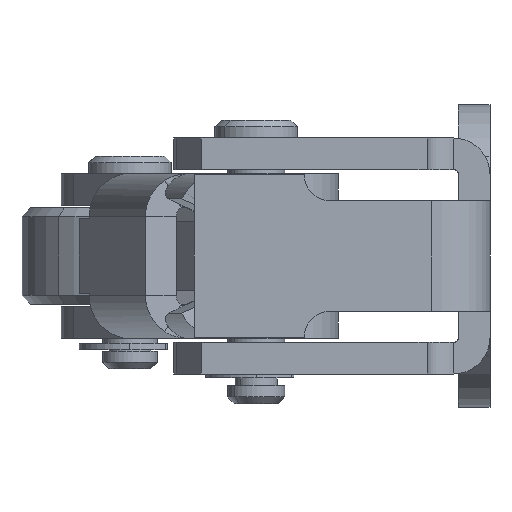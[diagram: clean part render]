
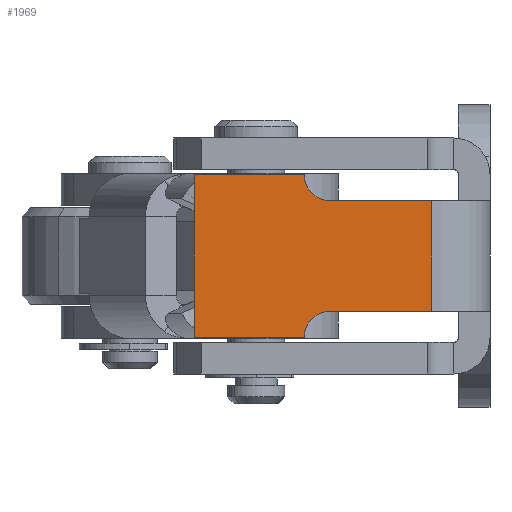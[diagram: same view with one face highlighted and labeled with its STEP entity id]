
A CAD part, left-side view. The second image highlights one B-rep face of the part: STEP entity #1969.
In plain terms, the highlighted planar face has unit normal (-1, 0, 0).
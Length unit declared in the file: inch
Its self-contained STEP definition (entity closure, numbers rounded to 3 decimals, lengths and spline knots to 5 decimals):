
#225 = CARTESIAN_POINT ( 'NONE',  ( -0.783, 0.06, 0.125 ) ) ;
#434 = VECTOR ( 'NONE', #7096, 39.37008 ) ;
#607 = CARTESIAN_POINT ( 'NONE',  ( -0.783, 0.29, -0.185 ) ) ;
#912 = CARTESIAN_POINT ( 'NONE',  ( -0.783, 0.6, -0.185 ) ) ;
#1073 = DIRECTION ( 'NONE',  ( 0., 1., 0. ) ) ;
#1212 = VERTEX_POINT ( 'NONE', #3905 ) ;
#1282 = ORIENTED_EDGE ( 'NONE', *, *, #4377, .F. ) ;
#1364 = DIRECTION ( 'NONE',  ( 0., 1., 0. ) ) ;
#1450 = DIRECTION ( 'NONE',  ( 0., 0., 1. ) ) ;
#1456 = DIRECTION ( 'NONE',  ( 0., -1., 0. ) ) ;
#1459 = VECTOR ( 'NONE', #1073, 39.37008 ) ;
#1504 = CARTESIAN_POINT ( 'NONE',  ( -0.783, 0.35, 0.185 ) ) ;
#1537 = EDGE_CURVE ( 'NONE', #1212, #4058, #3337, .T. ) ;
#1739 = CARTESIAN_POINT ( 'NONE',  ( -0.783, 0.35, -0.185 ) ) ;
#1807 = CARTESIAN_POINT ( 'NONE',  ( -0.783, 0.35, -0.185 ) ) ;
#1969 = ADVANCED_FACE ( 'NONE', ( #10054 ), #10248, .F. ) ;
#2203 = CARTESIAN_POINT ( 'NONE',  ( -0.783, 0.29, 0.185 ) ) ;
#2251 = CARTESIAN_POINT ( 'NONE',  ( -0.783, 0.35, 0.185 ) ) ;
#2285 = LINE ( 'NONE', #10500, #7225 ) ;
#2595 = DIRECTION ( 'NONE',  ( 0., 0., 1. ) ) ;
#2737 = VERTEX_POINT ( 'NONE', #6700 ) ;
#3337 = LINE ( 'NONE', #225, #3716 ) ;
#3716 = VECTOR ( 'NONE', #9404, 39.37008 ) ;
#3777 = VERTEX_POINT ( 'NONE', #1739 ) ;
#3905 = CARTESIAN_POINT ( 'NONE',  ( -0.783, 0.29, 0.125 ) ) ;
#3973 = VECTOR ( 'NONE', #1456, 39.37008 ) ;
#4047 = DIRECTION ( 'NONE',  ( -1., 0., 0. ) ) ;
#4058 = VERTEX_POINT ( 'NONE', #4625 ) ;
#4199 = EDGE_CURVE ( 'NONE', #4058, #6414, #9053, .T. ) ;
#4340 = CARTESIAN_POINT ( 'NONE',  ( -0.783, 0.29, -0.125 ) ) ;
#4377 = EDGE_CURVE ( 'NONE', #6723, #1212, #5490, .T. ) ;
#4620 = ORIENTED_EDGE ( 'NONE', *, *, #8795, .F. ) ;
#4625 = CARTESIAN_POINT ( 'NONE',  ( -0.783, 0.06, 0.125 ) ) ;
#4899 = EDGE_CURVE ( 'NONE', #7534, #6723, #5872, .T. ) ;
#4929 = ORIENTED_EDGE ( 'NONE', *, *, #4199, .F. ) ;
#5357 = LINE ( 'NONE', #1807, #1459 ) ;
#5490 = CIRCLE ( 'NONE', #8033, 0.06 ) ;
#5872 = LINE ( 'NONE', #1504, #3973 ) ;
#6013 = ORIENTED_EDGE ( 'NONE', *, *, #1537, .F. ) ;
#6028 = VERTEX_POINT ( 'NONE', #4340 ) ;
#6250 = CARTESIAN_POINT ( 'NONE',  ( -0.783, 0.06, 0.125 ) ) ;
#6373 = DIRECTION ( 'NONE',  ( 0., 0., -1. ) ) ;
#6414 = VERTEX_POINT ( 'NONE', #7817 ) ;
#6429 = ORIENTED_EDGE ( 'NONE', *, *, #7037, .F. ) ;
#6700 = CARTESIAN_POINT ( 'NONE',  ( -0.783, 0.6, -0.185 ) ) ;
#6723 = VERTEX_POINT ( 'NONE', #2251 ) ;
#7037 = EDGE_CURVE ( 'NONE', #6414, #6028, #2285, .T. ) ;
#7096 = DIRECTION ( 'NONE',  ( 0., 0., -1. ) ) ;
#7212 = DIRECTION ( 'NONE',  ( 1., 0., 0. ) ) ;
#7225 = VECTOR ( 'NONE', #1364, 39.37008 ) ;
#7386 = CARTESIAN_POINT ( 'NONE',  ( -0.783, 0.29, 0.185 ) ) ;
#7450 = DIRECTION ( 'NONE',  ( 0., 0., -1. ) ) ;
#7534 = VERTEX_POINT ( 'NONE', #8464 ) ;
#7682 = LINE ( 'NONE', #912, #8753 ) ;
#7817 = CARTESIAN_POINT ( 'NONE',  ( -0.783, 0.06, -0.125 ) ) ;
#8033 = AXIS2_PLACEMENT_3D ( 'NONE', #7386, #4047, #7450 ) ;
#8038 = ORIENTED_EDGE ( 'NONE', *, *, #9331, .F. ) ;
#8396 = ORIENTED_EDGE ( 'NONE', *, *, #9612, .F. ) ;
#8464 = CARTESIAN_POINT ( 'NONE',  ( -0.783, 0.6, 0.185 ) ) ;
#8753 = VECTOR ( 'NONE', #2595, 39.37008 ) ;
#8795 = EDGE_CURVE ( 'NONE', #3777, #2737, #5357, .T. ) ;
#9053 = LINE ( 'NONE', #6250, #434 ) ;
#9131 = CIRCLE ( 'NONE', #10053, 0.06 ) ;
#9182 = ORIENTED_EDGE ( 'NONE', *, *, #4899, .F. ) ;
#9331 = EDGE_CURVE ( 'NONE', #2737, #7534, #7682, .T. ) ;
#9404 = DIRECTION ( 'NONE',  ( 0., -1., 0. ) ) ;
#9612 = EDGE_CURVE ( 'NONE', #6028, #3777, #9131, .T. ) ;
#9665 = AXIS2_PLACEMENT_3D ( 'NONE', #2203, #7212, #6373 ) ;
#9818 = EDGE_LOOP ( 'NONE', ( #4929, #6013, #1282, #9182, #8038, #4620, #8396, #6429 ) ) ;
#10053 = AXIS2_PLACEMENT_3D ( 'NONE', #607, #10507, #1450 ) ;
#10054 = FACE_OUTER_BOUND ( 'NONE', #9818, .T. ) ;
#10248 = PLANE ( 'NONE',  #9665 ) ;
#10500 = CARTESIAN_POINT ( 'NONE',  ( -0.783, 0.06, -0.125 ) ) ;
#10507 = DIRECTION ( 'NONE',  ( -1., 0., 0. ) ) ;
